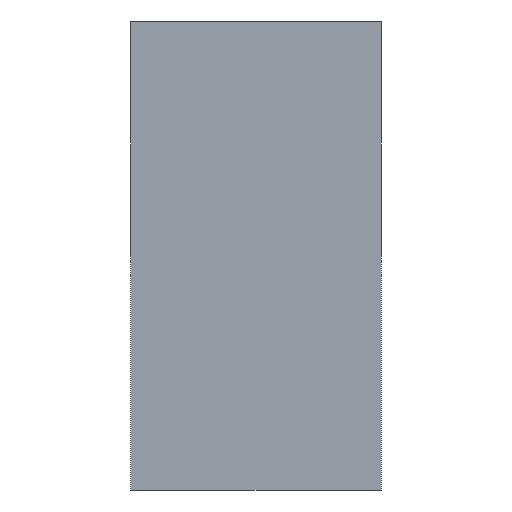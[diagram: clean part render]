
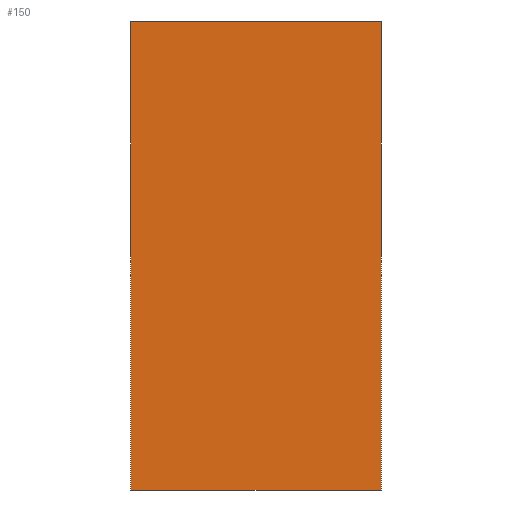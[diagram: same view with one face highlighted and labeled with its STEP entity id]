
A CAD part, front view. The second image highlights one B-rep face of the part: STEP entity #150.
In plain terms, the highlighted planar face has unit normal (0, -1, 0).
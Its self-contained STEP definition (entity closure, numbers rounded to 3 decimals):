
#21=PLANE('',#174);
#34=FACE_OUTER_BOUND('',#44,.T.);
#44=EDGE_LOOP('',(#127,#128,#129,#130));
#58=LINE('',#2148,#71);
#59=LINE('',#2151,#72);
#60=LINE('',#2153,#73);
#61=LINE('',#2154,#74);
#71=VECTOR('',#197,10.);
#72=VECTOR('',#200,10.);
#73=VECTOR('',#201,10.);
#74=VECTOR('',#202,10.);
#85=VERTEX_POINT('',#2144);
#86=VERTEX_POINT('',#2146);
#87=VERTEX_POINT('',#2150);
#88=VERTEX_POINT('',#2152);
#101=EDGE_CURVE('',#85,#86,#58,.T.);
#102=EDGE_CURVE('',#87,#85,#59,.T.);
#103=EDGE_CURVE('',#88,#86,#60,.T.);
#104=EDGE_CURVE('',#87,#88,#61,.T.);
#127=ORIENTED_EDGE('',*,*,#102,.T.);
#128=ORIENTED_EDGE('',*,*,#101,.T.);
#129=ORIENTED_EDGE('',*,*,#103,.F.);
#130=ORIENTED_EDGE('',*,*,#104,.F.);
#150=ADVANCED_FACE('',(#34),#21,.T.);
#174=AXIS2_PLACEMENT_3D('',#2149,#198,#199);
#197=DIRECTION('',(0.,0.,1.));
#198=DIRECTION('center_axis',(0.,-1.,0.));
#199=DIRECTION('ref_axis',(1.,0.,0.));
#200=DIRECTION('',(1.,0.,0.));
#201=DIRECTION('',(1.,0.,0.));
#202=DIRECTION('',(0.,0.,1.));
#2144=CARTESIAN_POINT('',(76.263,149.696,0.));
#2146=CARTESIAN_POINT('',(76.263,149.696,140.));
#2148=CARTESIAN_POINT('',(76.263,149.696,0.));
#2149=CARTESIAN_POINT('Origin',(1.263,149.696,0.));
#2150=CARTESIAN_POINT('',(1.263,149.696,0.));
#2151=CARTESIAN_POINT('',(1.263,149.696,0.));
#2152=CARTESIAN_POINT('',(1.263,149.696,140.));
#2153=CARTESIAN_POINT('',(1.263,149.696,140.));
#2154=CARTESIAN_POINT('',(1.263,149.696,0.));
